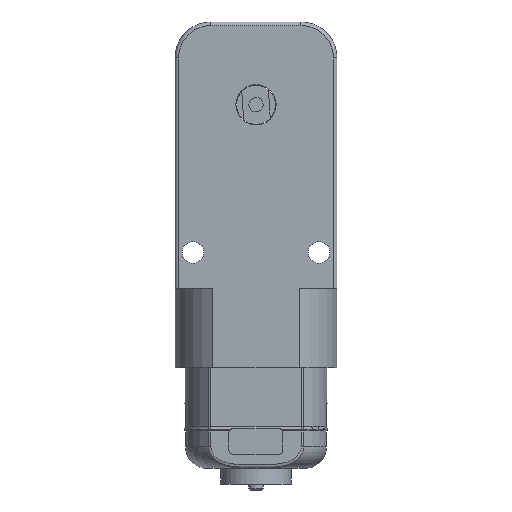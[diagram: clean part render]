
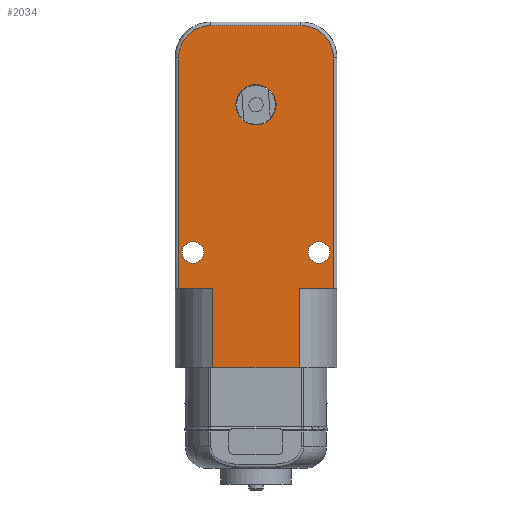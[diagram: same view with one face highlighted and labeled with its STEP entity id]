
A CAD part, left-side view. The second image highlights one B-rep face of the part: STEP entity #2034.
In plain terms, the highlighted planar face has unit normal (-1, 0, 0).
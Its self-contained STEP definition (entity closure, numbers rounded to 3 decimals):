
#107=FACE_BOUND('',#310,.T.);
#108=FACE_BOUND('',#311,.T.);
#109=FACE_BOUND('',#312,.T.);
#125=PLANE('',#2213);
#183=FACE_OUTER_BOUND('',#309,.T.);
#309=EDGE_LOOP('',(#1385,#1386,#1387,#1388,#1389,#1390,#1391,#1392,#1393,
#1394));
#310=EDGE_LOOP('',(#1395));
#311=EDGE_LOOP('',(#1396));
#312=EDGE_LOOP('',(#1397));
#449=LINE('',#3129,#586);
#455=LINE('',#3155,#592);
#456=LINE('',#3157,#593);
#457=LINE('',#3161,#594);
#458=LINE('',#3164,#595);
#459=LINE('',#3166,#596);
#460=LINE('',#3168,#597);
#461=LINE('',#3169,#598);
#586=VECTOR('',#2484,1000.);
#592=VECTOR('',#2508,1000.);
#593=VECTOR('',#2509,1000.);
#594=VECTOR('',#2512,1000.);
#595=VECTOR('',#2515,1000.);
#596=VECTOR('',#2516,1000.);
#597=VECTOR('',#2517,1000.);
#598=VECTOR('',#2518,1000.);
#717=CIRCLE('',#2195,2.8);
#719=CIRCLE('',#2198,1.5);
#721=CIRCLE('',#2201,1.5);
#729=CIRCLE('',#2214,4.5);
#730=CIRCLE('',#2215,4.5);
#843=VERTEX_POINT('',#3100);
#845=VERTEX_POINT('',#3106);
#847=VERTEX_POINT('',#3112);
#853=VERTEX_POINT('',#3127);
#854=VERTEX_POINT('',#3128);
#864=VERTEX_POINT('',#3153);
#865=VERTEX_POINT('',#3154);
#866=VERTEX_POINT('',#3156);
#867=VERTEX_POINT('',#3158);
#868=VERTEX_POINT('',#3160);
#869=VERTEX_POINT('',#3162);
#870=VERTEX_POINT('',#3165);
#871=VERTEX_POINT('',#3167);
#1044=EDGE_CURVE('',#843,#843,#717,.T.);
#1047=EDGE_CURVE('',#845,#845,#719,.T.);
#1050=EDGE_CURVE('',#847,#847,#721,.T.);
#1057=EDGE_CURVE('',#853,#854,#449,.T.);
#1069=EDGE_CURVE('',#864,#865,#455,.T.);
#1070=EDGE_CURVE('',#865,#866,#456,.T.);
#1071=EDGE_CURVE('',#866,#867,#729,.T.);
#1072=EDGE_CURVE('',#867,#868,#457,.T.);
#1073=EDGE_CURVE('',#868,#869,#730,.T.);
#1074=EDGE_CURVE('',#869,#853,#458,.T.);
#1075=EDGE_CURVE('',#870,#854,#459,.T.);
#1076=EDGE_CURVE('',#871,#870,#460,.T.);
#1077=EDGE_CURVE('',#871,#864,#461,.T.);
#1385=ORIENTED_EDGE('',*,*,#1069,.T.);
#1386=ORIENTED_EDGE('',*,*,#1070,.T.);
#1387=ORIENTED_EDGE('',*,*,#1071,.T.);
#1388=ORIENTED_EDGE('',*,*,#1072,.T.);
#1389=ORIENTED_EDGE('',*,*,#1073,.T.);
#1390=ORIENTED_EDGE('',*,*,#1074,.T.);
#1391=ORIENTED_EDGE('',*,*,#1057,.T.);
#1392=ORIENTED_EDGE('',*,*,#1075,.F.);
#1393=ORIENTED_EDGE('',*,*,#1076,.F.);
#1394=ORIENTED_EDGE('',*,*,#1077,.T.);
#1395=ORIENTED_EDGE('',*,*,#1044,.T.);
#1396=ORIENTED_EDGE('',*,*,#1047,.T.);
#1397=ORIENTED_EDGE('',*,*,#1050,.T.);
#2034=ADVANCED_FACE('',(#183,#107,#108,#109),#125,.F.);
#2195=AXIS2_PLACEMENT_3D('',#3101,#2457,#2458);
#2198=AXIS2_PLACEMENT_3D('',#3107,#2464,#2465);
#2201=AXIS2_PLACEMENT_3D('',#3113,#2471,#2472);
#2213=AXIS2_PLACEMENT_3D('',#3152,#2506,#2507);
#2214=AXIS2_PLACEMENT_3D('',#3159,#2510,#2511);
#2215=AXIS2_PLACEMENT_3D('',#3163,#2513,#2514);
#2457=DIRECTION('center_axis',(1.,0.,0.));
#2458=DIRECTION('ref_axis',(0.,1.,0.));
#2464=DIRECTION('center_axis',(1.,0.,0.));
#2465=DIRECTION('ref_axis',(0.,1.,0.));
#2471=DIRECTION('center_axis',(1.,0.,0.));
#2472=DIRECTION('ref_axis',(0.,1.,0.));
#2484=DIRECTION('',(0.,-1.,0.));
#2506=DIRECTION('center_axis',(1.,0.,0.));
#2507=DIRECTION('ref_axis',(0.,1.,0.));
#2508=DIRECTION('',(0.,-1.,0.));
#2509=DIRECTION('',(0.,0.,1.));
#2510=DIRECTION('center_axis',(-1.,0.,0.));
#2511=DIRECTION('ref_axis',(0.,1.,0.));
#2512=DIRECTION('',(0.,1.,0.));
#2513=DIRECTION('center_axis',(-1.,0.,0.));
#2514=DIRECTION('ref_axis',(0.,1.,0.));
#2515=DIRECTION('',(0.,0.,-1.));
#2516=DIRECTION('',(0.,0.,1.));
#2517=DIRECTION('',(0.,1.,0.));
#2518=DIRECTION('',(0.,0.,1.));
#3100=CARTESIAN_POINT('',(-9.5,-2.8,25.5));
#3101=CARTESIAN_POINT('Origin',(-9.5,0.,
25.5));
#3106=CARTESIAN_POINT('',(-9.5,7.25,5.));
#3107=CARTESIAN_POINT('Origin',(-9.5,8.75,5.));
#3112=CARTESIAN_POINT('',(-9.5,-10.25,5.));
#3113=CARTESIAN_POINT('Origin',(-9.5,-8.75,5.));
#3127=CARTESIAN_POINT('',(-9.5,10.75,0.));
#3128=CARTESIAN_POINT('',(-9.5,6.026,0.));
#3129=CARTESIAN_POINT('',(-9.5,11.25,0.));
#3152=CARTESIAN_POINT('Origin',(-9.5,11.25,37.));
#3153=CARTESIAN_POINT('',(-9.5,-6.026,0.));
#3154=CARTESIAN_POINT('',(-9.5,-10.75,0.));
#3155=CARTESIAN_POINT('',(-9.5,11.25,0.));
#3156=CARTESIAN_POINT('',(-9.5,-10.75,32.));
#3157=CARTESIAN_POINT('',(-9.5,-10.75,37.));
#3158=CARTESIAN_POINT('',(-9.5,-6.25,36.5));
#3159=CARTESIAN_POINT('Origin',(-9.5,-6.25,32.));
#3160=CARTESIAN_POINT('',(-9.5,6.25,36.5));
#3161=CARTESIAN_POINT('',(-9.5,11.25,36.5));
#3162=CARTESIAN_POINT('',(-9.5,10.75,32.));
#3163=CARTESIAN_POINT('Origin',(-9.5,6.25,32.));
#3164=CARTESIAN_POINT('',(-9.5,10.75,37.));
#3165=CARTESIAN_POINT('',(-9.5,6.026,-11.));
#3166=CARTESIAN_POINT('',(-9.5,6.026,-11.));
#3167=CARTESIAN_POINT('',(-9.5,-6.026,-11.));
#3168=CARTESIAN_POINT('',(-9.5,6.026,-11.));
#3169=CARTESIAN_POINT('',(-9.5,-6.026,-11.));
